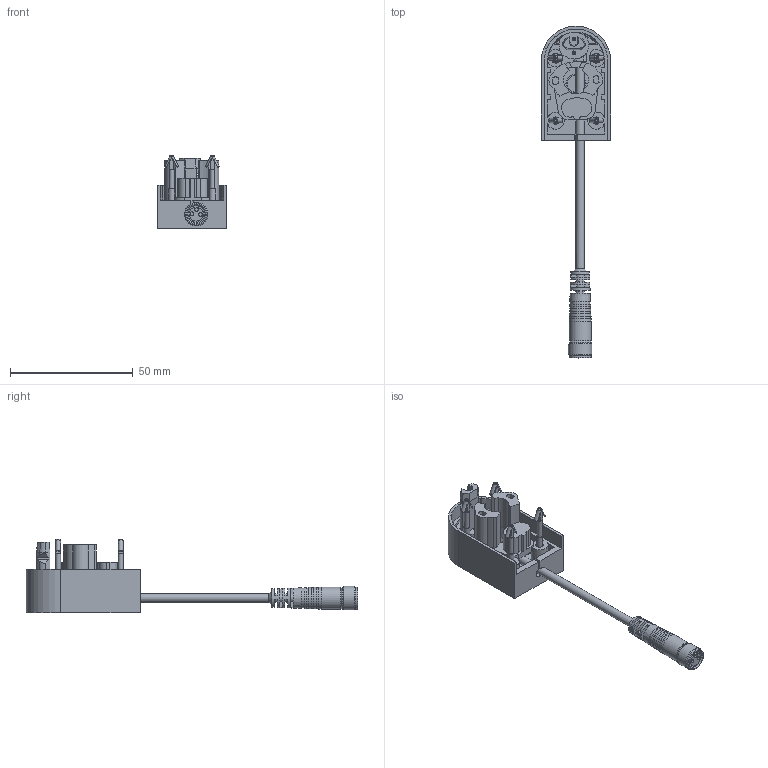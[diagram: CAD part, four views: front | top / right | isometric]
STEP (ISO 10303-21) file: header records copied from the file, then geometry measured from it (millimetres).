
FILE_DESCRIPTION (( 'STEP AP214' ), '1' );
FILE_NAME ('1804-1385.STEP', '2023-05-30T10:59:44', ( '' ), ( '' ), 'SwSTEP 2.0', 'SolidWorks 2021', '' );
FILE_SCHEMA (( 'AUTOMOTIVE_DESIGN' ));
Length unit declared in the file: inch
Products named in the file (1): 1804-1385
Bounding box: 28.2 x 135.43 x 30 mm (x, y, z)
Volume: 14764.7 mm3; surface area: 15576.6 mm2
Topology: 1 solids, 5 shells, 513 faces, 1320 edges, 846 vertices
Faces by surface type: plane 260, cylinder 174, cone 41, bspline 30, sphere 8
Full cylindrical faces by diameter (mm): 0.7 x2, 0.9 x2, 1.5 x5, 2 x4, 2.5 x4, 3 x2, 3.1 x2, 3.4 x2, 3.5 x7, 4 x2, 5 x4, 5.5 x4, 5.7 x2, 5.9 x1, 6.7 x1, 6.9 x2, 7.2 x1, 9 x3, 9.6 x1
Entity records: 16177 total; most frequent: CARTESIAN_POINT 4400, DIRECTION 2430, ORIENTED_EDGE 2372, EDGE_CURVE 1186, AXIS2_PLACEMENT_3D 939, VERTEX_POINT 802, EDGE_LOOP 660, FACE_OUTER_BOUND 564
